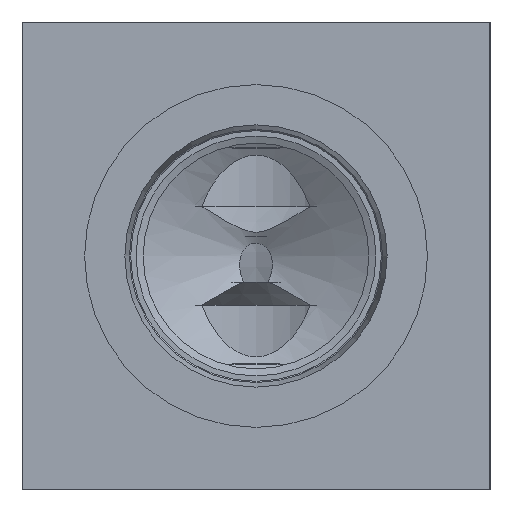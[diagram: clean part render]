
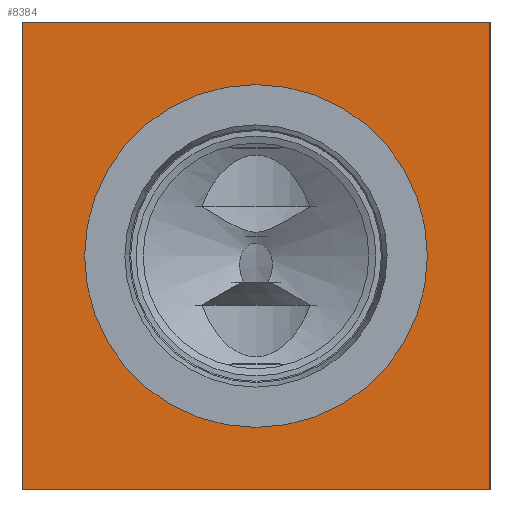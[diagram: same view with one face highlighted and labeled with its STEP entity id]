
A CAD part, left-side view. The second image highlights one B-rep face of the part: STEP entity #8384.
In plain terms, the highlighted planar face has unit normal (-1, 0, 0).
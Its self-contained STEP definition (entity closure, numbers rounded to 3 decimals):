
#302=CIRCLE('',#8925,32.563);
#303=CIRCLE('',#8926,32.563);
#367=FACE_BOUND('',#1589,.T.);
#1101=FACE_OUTER_BOUND('',#1588,.T.);
#1588=EDGE_LOOP('',(#7372,#7373,#7374,#7375));
#1589=EDGE_LOOP('',(#7376,#7377));
#1890=LINE('',#12784,#2653);
#2361=LINE('',#14562,#3124);
#2362=LINE('',#14563,#3125);
#2363=LINE('',#14564,#3126);
#2653=VECTOR('',#9385,10.);
#3124=VECTOR('',#10774,10.);
#3125=VECTOR('',#10775,10.);
#3126=VECTOR('',#10776,10.);
#3430=VERTEX_POINT('',#12777);
#3433=VERTEX_POINT('',#12782);
#3897=VERTEX_POINT('',#14531);
#3898=VERTEX_POINT('',#14532);
#3907=VERTEX_POINT('',#14560);
#3908=VERTEX_POINT('',#14561);
#4361=EDGE_CURVE('',#3433,#3430,#1890,.T.);
#5057=EDGE_CURVE('',#3897,#3898,#302,.T.);
#5058=EDGE_CURVE('',#3898,#3897,#303,.T.);
#5071=EDGE_CURVE('',#3907,#3908,#2361,.T.);
#5072=EDGE_CURVE('',#3908,#3430,#2362,.T.);
#5073=EDGE_CURVE('',#3907,#3433,#2363,.T.);
#7372=ORIENTED_EDGE('',*,*,#5071,.T.);
#7373=ORIENTED_EDGE('',*,*,#5072,.T.);
#7374=ORIENTED_EDGE('',*,*,#4361,.F.);
#7375=ORIENTED_EDGE('',*,*,#5073,.F.);
#7376=ORIENTED_EDGE('',*,*,#5057,.T.);
#7377=ORIENTED_EDGE('',*,*,#5058,.T.);
#7652=PLANE('',#8939);
#8384=ADVANCED_FACE('',(#1101,#367),#7652,.T.);
#8925=AXIS2_PLACEMENT_3D('',#14533,#10740,#10741);
#8926=AXIS2_PLACEMENT_3D('',#14534,#10742,#10743);
#8939=AXIS2_PLACEMENT_3D('',#14559,#10772,#10773);
#9385=DIRECTION('',(0.,-1.,0.));
#10740=DIRECTION('center_axis',(1.,0.,0.));
#10741=DIRECTION('ref_axis',(0.,0.,1.));
#10742=DIRECTION('center_axis',(1.,0.,0.));
#10743=DIRECTION('ref_axis',(0.,0.,1.));
#10772=DIRECTION('center_axis',(-1.,0.,0.));
#10773=DIRECTION('ref_axis',(0.,-1.,0.));
#10774=DIRECTION('',(0.,-1.,0.));
#10775=DIRECTION('',(0.,0.,1.));
#10776=DIRECTION('',(0.,0.,1.));
#12777=CARTESIAN_POINT('',(0.,0.,88.9));
#12782=CARTESIAN_POINT('',(0.,88.9,88.9));
#12784=CARTESIAN_POINT('',(0.,88.9,88.9));
#14531=CARTESIAN_POINT('',(0.,44.45,77.013));
#14532=CARTESIAN_POINT('',(0.,44.45,11.887));
#14533=CARTESIAN_POINT('Origin',(0.,44.45,44.45));
#14534=CARTESIAN_POINT('Origin',(0.,44.45,44.45));
#14559=CARTESIAN_POINT('Origin',(0.,88.9,0.));
#14560=CARTESIAN_POINT('',(0.,88.9,0.));
#14561=CARTESIAN_POINT('',(0.,0.,0.));
#14562=CARTESIAN_POINT('',(0.,88.9,0.));
#14563=CARTESIAN_POINT('',(0.,0.,0.));
#14564=CARTESIAN_POINT('',(0.,88.9,0.));
